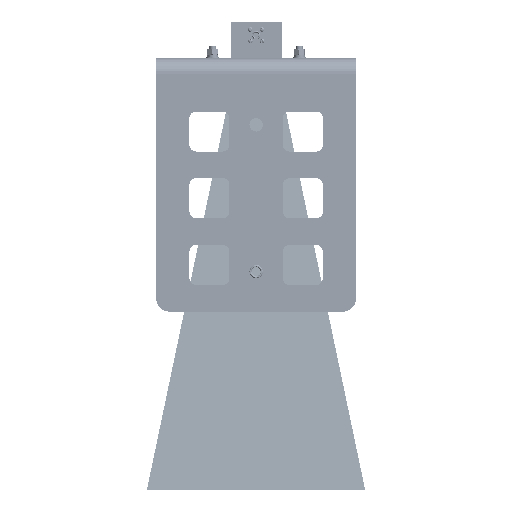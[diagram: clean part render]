
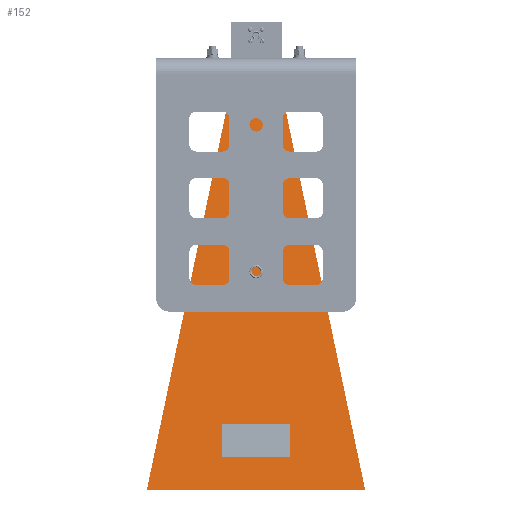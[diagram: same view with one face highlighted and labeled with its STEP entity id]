
A CAD part, front view. The second image highlights one B-rep face of the part: STEP entity #152.
In plain terms, the highlighted face is planar.
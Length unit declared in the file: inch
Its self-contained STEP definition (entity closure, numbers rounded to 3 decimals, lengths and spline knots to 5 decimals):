
#152 = ADVANCED_FACE ( 'NONE', ( #49258, #20972 ), #37093, .F. ) ;
#966 = VERTEX_POINT ( 'NONE', #47874 ) ;
#3745 = CARTESIAN_POINT ( 'NONE',  ( -3.22011, 2.3435, 12.051 ) ) ;
#4860 = VERTEX_POINT ( 'NONE', #33906 ) ;
#5214 = DIRECTION ( 'NONE',  ( -0.202, 0.161, 0.966 ) ) ;
#6272 = ORIENTED_EDGE ( 'NONE', *, *, #32072, .T. ) ;
#6308 = CARTESIAN_POINT ( 'NONE',  ( 1., 2.18467, 11.09979 ) ) ;
#9659 = VECTOR ( 'NONE', #10317, 39.37008 ) ;
#10317 = DIRECTION ( 'NONE',  ( -1., 0., 0. ) ) ;
#10349 = ORIENTED_EDGE ( 'NONE', *, *, #22920, .F. ) ;
#11553 = EDGE_CURVE ( 'NONE', #22539, #33824, #30819, .T. ) ;
#12097 = CARTESIAN_POINT ( 'NONE',  ( -3.222, 2.3435, 12.051 ) ) ;
#12634 = LINE ( 'NONE', #48463, #15943 ) ;
#12923 = DIRECTION ( 'NONE',  ( 0., -0.986, 0.165 ) ) ;
#13510 = CARTESIAN_POINT ( 'NONE',  ( -1., 2.01997, 10.11344 ) ) ;
#13571 = VECTOR ( 'NONE', #36052, 39.37008 ) ;
#13603 = DIRECTION ( 'NONE',  ( 1., 0., 0. ) ) ;
#14800 = ORIENTED_EDGE ( 'NONE', *, *, #24248, .F. ) ;
#15055 = ORIENTED_EDGE ( 'NONE', *, *, #11553, .F. ) ;
#15250 = CARTESIAN_POINT ( 'NONE',  ( 0.748, 0.373, 0.25 ) ) ;
#15943 = VECTOR ( 'NONE', #48979, 39.37008 ) ;
#16014 = VECTOR ( 'NONE', #13603, 39.37008 ) ;
#17220 = VERTEX_POINT ( 'NONE', #3745 ) ;
#17613 = AXIS2_PLACEMENT_3D ( 'NONE', #45086, #12923, #21747 ) ;
#20972 = FACE_OUTER_BOUND ( 'NONE', #44912, .T. ) ;
#21147 = LINE ( 'NONE', #6308, #16014 ) ;
#21297 = CARTESIAN_POINT ( 'NONE',  ( -0.748, 0.373, 0.25 ) ) ;
#21747 = DIRECTION ( 'NONE',  ( 0., -0.165, -0.986 ) ) ;
#21916 = CARTESIAN_POINT ( 'NONE',  ( 1., 2.18467, 11.09979 ) ) ;
#22539 = VERTEX_POINT ( 'NONE', #36490 ) ;
#22601 = CARTESIAN_POINT ( 'NONE',  ( -0.748, 0.373, 0.25 ) ) ;
#22920 = EDGE_CURVE ( 'NONE', #33824, #4860, #12634, .T. ) ;
#23136 = LINE ( 'NONE', #22601, #30159 ) ;
#23355 = EDGE_LOOP ( 'NONE', ( #24982, #10349, #15055, #25214 ) ) ;
#24248 = EDGE_CURVE ( 'NONE', #966, #40717, #27463, .T. ) ;
#24982 = ORIENTED_EDGE ( 'NONE', *, *, #26024, .F. ) ;
#25214 = ORIENTED_EDGE ( 'NONE', *, *, #45988, .F. ) ;
#25981 = DIRECTION ( 'NONE',  ( -1., 0., 0. ) ) ;
#26024 = EDGE_CURVE ( 'NONE', #4860, #31516, #21147, .T. ) ;
#26908 = CARTESIAN_POINT ( 'NONE',  ( 1., 2.01997, 10.11344 ) ) ;
#27463 = LINE ( 'NONE', #15250, #13571 ) ;
#28682 = VECTOR ( 'NONE', #35737, 39.37008 ) ;
#30159 = VECTOR ( 'NONE', #25981, 39.37008 ) ;
#30819 = LINE ( 'NONE', #26908, #9659 ) ;
#30877 = CARTESIAN_POINT ( 'NONE',  ( 3.22011, 2.3435, 12.051 ) ) ;
#31516 = VERTEX_POINT ( 'NONE', #21916 ) ;
#31949 = VECTOR ( 'NONE', #44514, 39.37008 ) ;
#32072 = EDGE_CURVE ( 'NONE', #966, #44518, #23136, .T. ) ;
#33824 = VERTEX_POINT ( 'NONE', #13510 ) ;
#33906 = CARTESIAN_POINT ( 'NONE',  ( -1., 2.18467, 11.09979 ) ) ;
#35737 = DIRECTION ( 'NONE',  ( 0., -0.165, -0.986 ) ) ;
#35999 = LINE ( 'NONE', #12097, #31949 ) ;
#36049 = VECTOR ( 'NONE', #5214, 39.37008 ) ;
#36052 = DIRECTION ( 'NONE',  ( 0.202, 0.161, 0.966 ) ) ;
#36490 = CARTESIAN_POINT ( 'NONE',  ( 1., 2.01997, 10.11344 ) ) ;
#37093 = PLANE ( 'NONE',  #17613 ) ;
#40717 = VERTEX_POINT ( 'NONE', #30877 ) ;
#44001 = EDGE_CURVE ( 'NONE', #17220, #40717, #35999, .T. ) ;
#44514 = DIRECTION ( 'NONE',  ( 1., 0., 0. ) ) ;
#44518 = VERTEX_POINT ( 'NONE', #21297 ) ;
#44912 = EDGE_LOOP ( 'NONE', ( #48642, #51272, #14800, #6272 ) ) ;
#44943 = CARTESIAN_POINT ( 'NONE',  ( -0.748, 0.373, 0.25 ) ) ;
#45086 = CARTESIAN_POINT ( 'NONE',  ( 0., 0.32227, -0.05381 ) ) ;
#45988 = EDGE_CURVE ( 'NONE', #31516, #22539, #46607, .T. ) ;
#46607 = LINE ( 'NONE', #47136, #28682 ) ;
#47136 = CARTESIAN_POINT ( 'NONE',  ( 1., 2.01997, 10.11344 ) ) ;
#47874 = CARTESIAN_POINT ( 'NONE',  ( 0.748, 0.373, 0.25 ) ) ;
#48433 = EDGE_CURVE ( 'NONE', #44518, #17220, #48873, .T. ) ;
#48463 = CARTESIAN_POINT ( 'NONE',  ( -1., 2.01997, 10.11344 ) ) ;
#48642 = ORIENTED_EDGE ( 'NONE', *, *, #48433, .T. ) ;
#48873 = LINE ( 'NONE', #44943, #36049 ) ;
#48979 = DIRECTION ( 'NONE',  ( 0., 0.165, 0.986 ) ) ;
#49258 = FACE_BOUND ( 'NONE', #23355, .T. ) ;
#51272 = ORIENTED_EDGE ( 'NONE', *, *, #44001, .T. ) ;
